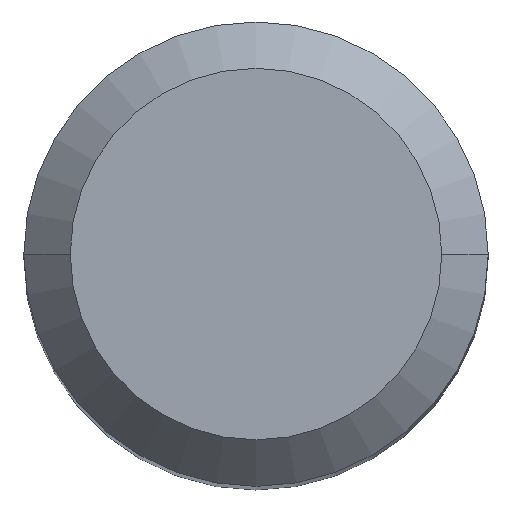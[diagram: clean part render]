
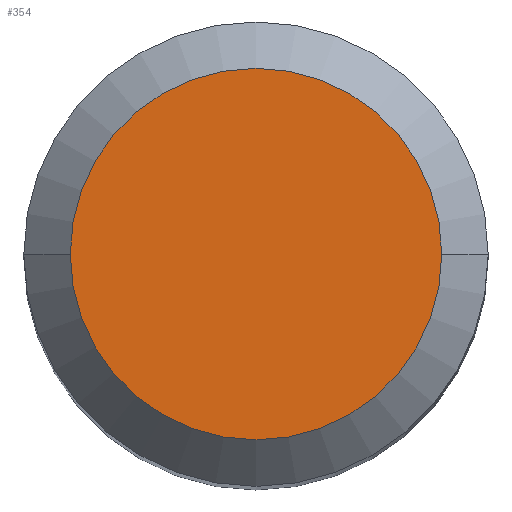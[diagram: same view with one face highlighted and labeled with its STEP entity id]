
A CAD part, top view. The second image highlights one B-rep face of the part: STEP entity #354.
In plain terms, the highlighted planar face has unit normal (0, 0, 1).
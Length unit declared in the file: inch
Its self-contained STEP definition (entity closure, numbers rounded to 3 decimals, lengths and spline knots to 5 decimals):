
#126 = FACE_OUTER_BOUND ( 'NONE', #328, .T. ) ;
#141 = ORIENTED_EDGE ( 'NONE', *, *, #327, .T. ) ;
#171 = DIRECTION ( 'NONE',  ( 0., 0., 1. ) ) ;
#183 = VERTEX_POINT ( 'NONE', #190 ) ;
#190 = CARTESIAN_POINT ( 'NONE',  ( 0.126, 0., 0. ) ) ;
#202 = AXIS2_PLACEMENT_3D ( 'NONE', #266, #418, #389 ) ;
#203 = CARTESIAN_POINT ( 'NONE',  ( 0., 0., 0. ) ) ;
#219 = ORIENTED_EDGE ( 'NONE', *, *, #338, .T. ) ;
#238 = PLANE ( 'NONE',  #202 ) ;
#239 = DIRECTION ( 'NONE',  ( 0., 0., 1. ) ) ;
#266 = CARTESIAN_POINT ( 'NONE',  ( 0., 0., 0. ) ) ;
#281 = DIRECTION ( 'NONE',  ( 1., 0., 0. ) ) ;
#295 = CIRCLE ( 'NONE', #393, 0.126 ) ;
#301 = CARTESIAN_POINT ( 'NONE',  ( -0.126, 0., 0. ) ) ;
#327 = EDGE_CURVE ( 'NONE', #447, #183, #480, .T. ) ;
#328 = EDGE_LOOP ( 'NONE', ( #141, #219 ) ) ;
#338 = EDGE_CURVE ( 'NONE', #183, #447, #295, .T. ) ;
#354 = ADVANCED_FACE ( 'NONE', ( #126 ), #238, .F. ) ;
#389 = DIRECTION ( 'NONE',  ( -1., 0., 0. ) ) ;
#393 = AXIS2_PLACEMENT_3D ( 'NONE', #443, #171, #394 ) ;
#394 = DIRECTION ( 'NONE',  ( 1., 0., 0. ) ) ;
#418 = DIRECTION ( 'NONE',  ( 0., 0., -1. ) ) ;
#443 = CARTESIAN_POINT ( 'NONE',  ( 0., 0., 0. ) ) ;
#447 = VERTEX_POINT ( 'NONE', #301 ) ;
#451 = AXIS2_PLACEMENT_3D ( 'NONE', #203, #239, #281 ) ;
#480 = CIRCLE ( 'NONE', #451, 0.126 ) ;
